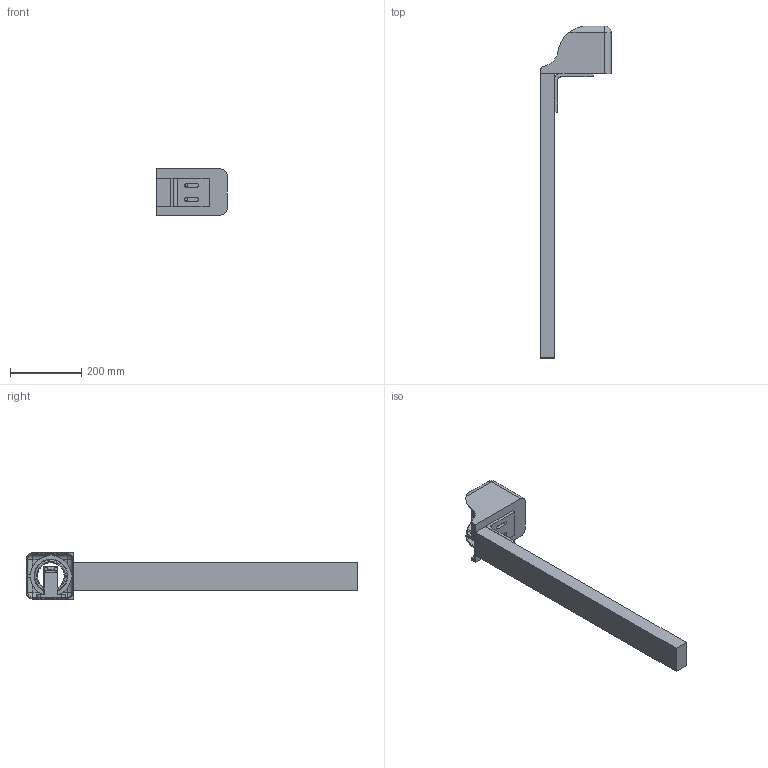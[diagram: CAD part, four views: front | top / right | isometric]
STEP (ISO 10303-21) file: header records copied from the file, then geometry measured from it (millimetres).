
FILE_DESCRIPTION (( 'STEP AP203' ), '1' );
FILE_NAME ('A_Default_sldprt.STEP', '2023-06-16T15:49:15', ( '' ), ( '' ), 'SwSTEP 2.0', 'SolidWorks 2022', '' );
FILE_SCHEMA (( 'CONFIG_CONTROL_DESIGN' ));
Length unit declared in the file: millimetre
Products named in the file (1): A_Default_sldprt
Bounding box: 199 x 935 x 130 mm (x, y, z)
Volume: 3380762.5 mm3; surface area: 494022 mm2
Topology: 7 solids, 7 shells, 305 faces, 799 edges, 508 vertices
Faces by surface type: plane 143, cylinder 128, torus 20, sphere 8, bspline 4, cone 2
Entity records: 10244 total; most frequent: CARTESIAN_POINT 2405, DIRECTION 1675, ORIENTED_EDGE 1582, EDGE_CURVE 791, AXIS2_PLACEMENT_3D 600, VERTEX_POINT 508, VECTOR 475, LINE 475
